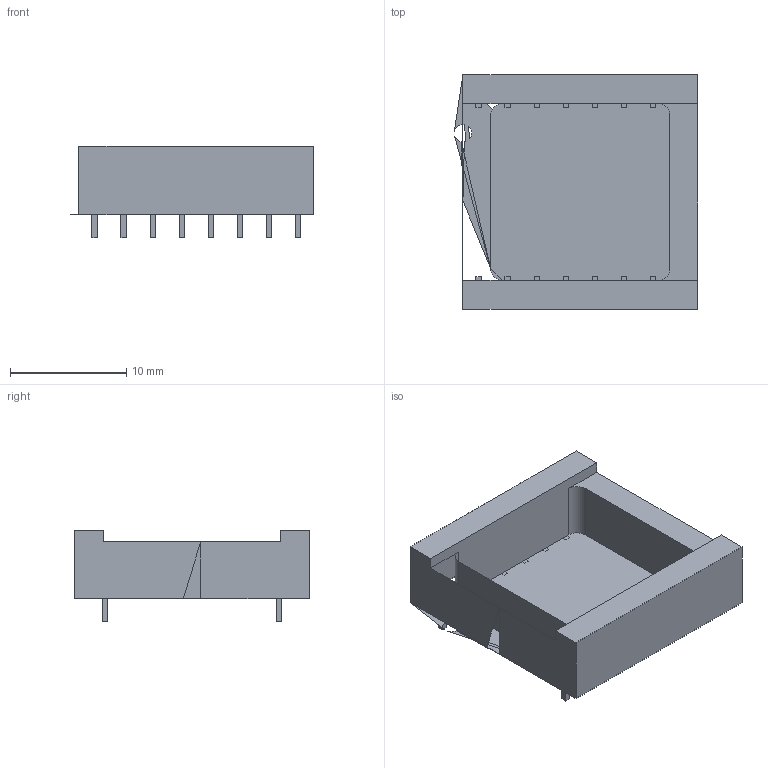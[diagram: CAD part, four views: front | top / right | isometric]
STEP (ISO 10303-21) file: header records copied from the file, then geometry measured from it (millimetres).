
FILE_DESCRIPTION (( 'STEP AP214' ), '1' );
FILE_NAME ( 'DMG8X8.STEP', '2024-12-20T06:28:46', ( '' ), ( '' ), '', '©2017-2022 PCBL', '' );
FILE_SCHEMA (( 'AUTOMOTIVE_DESIGN' ));
Length unit declared in the file: millimetre
Products named in the file (1): DMG8X8
Bounding box: 20.94 x 20.2 x 7.9 mm (x, y, z)
Volume: 6.8 mm3; surface area: 1672.3 mm2
Topology: 16 solids, 17 shells, 115 faces, 250 edges, 166 vertices
Faces by surface type: plane 110, cylinder 5
Full cylindrical faces by diameter (mm): 1.5 x1
Entity records: 3559 total; most frequent: CARTESIAN_POINT 526, ORIENTED_EDGE 492, DIRECTION 488, EDGE_CURVE 246, VECTOR 236, LINE 236, VERTEX_POINT 164, STYLED_ITEM 133
